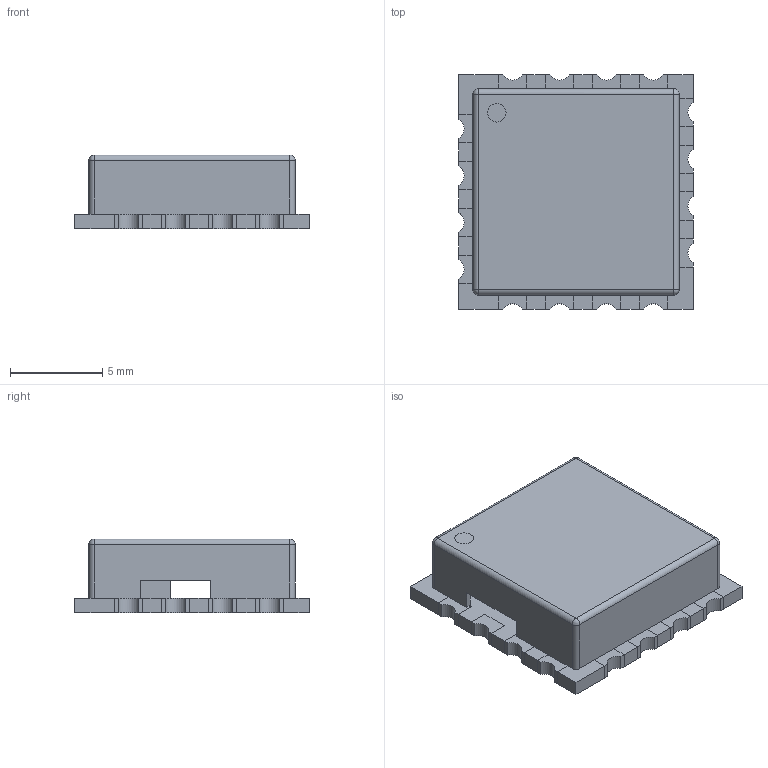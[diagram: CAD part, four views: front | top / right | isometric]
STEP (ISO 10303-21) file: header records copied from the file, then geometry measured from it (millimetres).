
FILE_DESCRIPTION(/* description */ (''),/* implementation_level */ '2;1');
FILE_NAME(/* name */ 'OSC_RICHARDSON_RVCS1050A.stp',/* time_stamp */ '2016-06-28T16:27:42+02:00',/* author */ ('bcivel'),/* organization */ (''),/* preprocessor_version */ 'ST-DEVELOPER v16.1',/* originating_system */ 'AutoCAD Mechanical',/* authorisation */ '');
FILE_SCHEMA (('AUTOMOTIVE_DESIGN { 1 0 10303 214 3 1 1 }'));
Length unit declared in the file: millimetre
Products named in the file (1): Product
Bounding box: 12.7 x 12.7 x 4 mm (x, y, z)
Volume: 196.9 mm3; surface area: 938.5 mm2
Topology: 19 solids, 19 shells, 237 faces, 585 edges, 386 vertices
Faces by surface type: plane 207, cylinder 26, sphere 4
Full cylindrical faces by diameter (mm): 1 x2
Entity records: 6890 total; most frequent: CARTESIAN_POINT 1202, ORIENTED_EDGE 1160, DIRECTION 1108, EDGE_CURVE 580, LINE 528, VECTOR 528, VERTEX_POINT 384, AXIS2_PLACEMENT_3D 290
